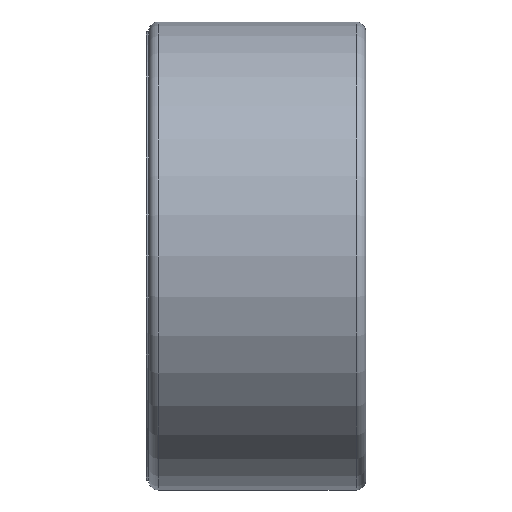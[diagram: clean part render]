
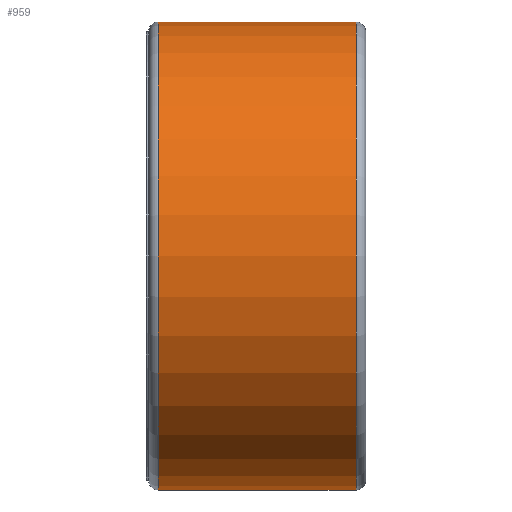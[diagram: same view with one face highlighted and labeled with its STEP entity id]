
A CAD part, left-side view. The second image highlights one B-rep face of the part: STEP entity #959.
In plain terms, the highlighted cylindrical face has radius 4.85 mm (diameter 9.7 mm), a partial arc.
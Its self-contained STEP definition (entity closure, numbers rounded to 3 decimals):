
#60 = ORIENTED_EDGE ( 'NONE', *, *, #993, .F. ) ;
#82 = ORIENTED_EDGE ( 'NONE', *, *, #990, .T. ) ;
#84 = ORIENTED_EDGE ( 'NONE', *, *, #984, .T. ) ;
#93 = ORIENTED_EDGE ( 'NONE', *, *, #992, .T. ) ;
#324 = CARTESIAN_POINT ( 'NONE',  ( 0., 4.3, -4.85 ) ) ;
#325 = CARTESIAN_POINT ( 'NONE',  ( 0., 4.3, 4.85 ) ) ;
#328 = CARTESIAN_POINT ( 'NONE',  ( 0., 0.2, -4.85 ) ) ;
#341 = CARTESIAN_POINT ( 'NONE',  ( 0., 0.2, 4.85 ) ) ;
#504 = EDGE_LOOP ( 'NONE', ( #60, #84, #93, #82 ) ) ;
#660 = VERTEX_POINT ( 'NONE', #324 ) ;
#661 = VERTEX_POINT ( 'NONE', #325 ) ;
#664 = VERTEX_POINT ( 'NONE', #328 ) ;
#677 = VERTEX_POINT ( 'NONE', #341 ) ;
#959 = ADVANCED_FACE ( 'NONE', ( #2083 ), #2087, .T. ) ;
#984 = EDGE_CURVE ( 'NONE', #661, #660, #2002, .T. ) ;
#990 = EDGE_CURVE ( 'NONE', #664, #677, #2107, .T. ) ;
#992 = EDGE_CURVE ( 'NONE', #660, #664, #2233, .T. ) ;
#993 = EDGE_CURVE ( 'NONE', #661, #677, #2234, .T. ) ;
#1789 = CARTESIAN_POINT ( 'NONE',  ( 0., 4.3, 0. ) ) ;
#1790 = DIRECTION ( 'NONE',  ( 0., -1., 0. ) ) ;
#1791 = DIRECTION ( 'NONE',  ( 0., 0., 1. ) ) ;
#2002 = CIRCLE ( 'NONE', #2004, 4.85 ) ;
#2004 = AXIS2_PLACEMENT_3D ( 'NONE', #1789, #1790, #1791 ) ;
#2057 = CARTESIAN_POINT ( 'NONE',  ( 0., 4.5, 0. ) ) ;
#2058 = DIRECTION ( 'NONE',  ( 0., -1., 0. ) ) ;
#2059 = DIRECTION ( 'NONE',  ( 0., 0., -1. ) ) ;
#2083 = FACE_OUTER_BOUND ( 'NONE', #504, .T. ) ;
#2087 = CYLINDRICAL_SURFACE ( 'NONE', #2326, 4.85 ) ;
#2107 = CIRCLE ( 'NONE', #2109, 4.85 ) ;
#2109 = AXIS2_PLACEMENT_3D ( 'NONE', #2172, #2173, #2174 ) ;
#2112 = VECTOR ( 'NONE', #2179, 1000. ) ;
#2114 = VECTOR ( 'NONE', #2181, 1000. ) ;
#2172 = CARTESIAN_POINT ( 'NONE',  ( 0., 0.2, 0. ) ) ;
#2173 = DIRECTION ( 'NONE',  ( 0., 1., 0. ) ) ;
#2174 = DIRECTION ( 'NONE',  ( 0., 0., 1. ) ) ;
#2178 = CARTESIAN_POINT ( 'NONE',  ( 0., 4.5, -4.85 ) ) ;
#2179 = DIRECTION ( 'NONE',  ( 0., -1., 0. ) ) ;
#2180 = CARTESIAN_POINT ( 'NONE',  ( 0., 4.5, 4.85 ) ) ;
#2181 = DIRECTION ( 'NONE',  ( 0., -1., 0. ) ) ;
#2233 = LINE ( 'NONE', #2178, #2112 ) ;
#2234 = LINE ( 'NONE', #2180, #2114 ) ;
#2326 = AXIS2_PLACEMENT_3D ( 'NONE', #2057, #2058, #2059 ) ;
